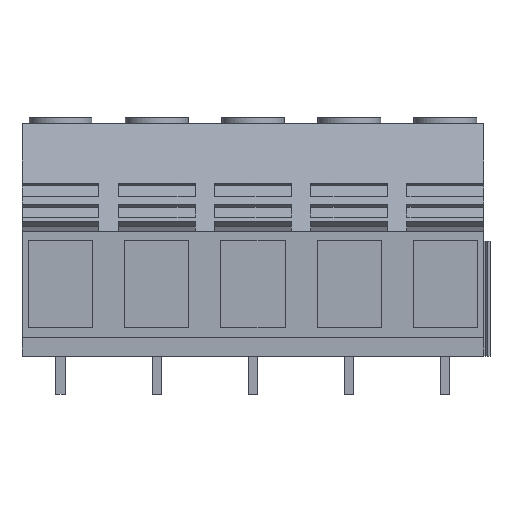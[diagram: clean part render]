
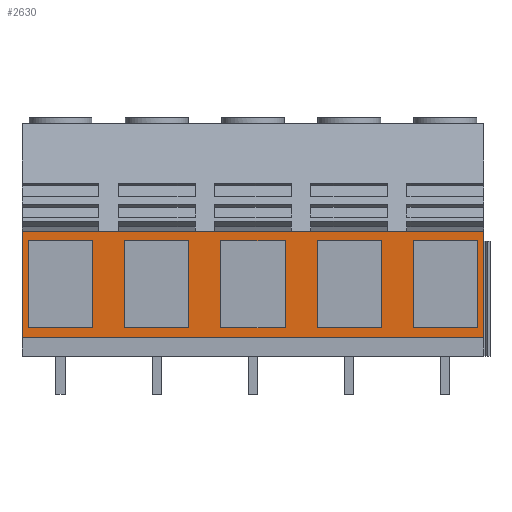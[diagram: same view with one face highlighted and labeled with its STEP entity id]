
A CAD part, front view. The second image highlights one B-rep face of the part: STEP entity #2630.
In plain terms, the highlighted planar face has unit normal (0, -1, 0).
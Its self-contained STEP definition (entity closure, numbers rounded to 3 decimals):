
#2440=AXIS2_PLACEMENT_3D('Plane Axis2P3D',#2437,#2438,#2439) ;
#475=CARTESIAN_POINT('Vertex',(0.,0.,7.5)) ;
#478=CARTESIAN_POINT('Line Origine',(0.,0.,14.5)) ;
#482=CARTESIAN_POINT('Vertex',(0.,0.,21.5)) ;
#2422=CARTESIAN_POINT('Vertex',(60.96,0.,7.5)) ;
#2425=CARTESIAN_POINT('Line Origine',(30.48,0.,7.5)) ;
#2437=CARTESIAN_POINT('Axis2P3D Location',(12.7,0.,21.5)) ;
#2442=CARTESIAN_POINT('Line Origine',(60.96,0.,14.5)) ;
#2446=CARTESIAN_POINT('Vertex',(60.96,0.,21.5)) ;
#2449=CARTESIAN_POINT('Line Origine',(30.48,0.,21.5)) ;
#2460=CARTESIAN_POINT('Line Origine',(0.83,0.,14.5)) ;
#2464=CARTESIAN_POINT('Vertex',(0.83,0.,20.25)) ;
#2466=CARTESIAN_POINT('Vertex',(0.83,0.,8.75)) ;
#2469=CARTESIAN_POINT('Line Origine',(5.08,0.,20.25)) ;
#2473=CARTESIAN_POINT('Vertex',(9.33,0.,20.25)) ;
#2476=CARTESIAN_POINT('Line Origine',(9.33,0.,14.5)) ;
#2480=CARTESIAN_POINT('Vertex',(9.33,0.,8.75)) ;
#2483=CARTESIAN_POINT('Line Origine',(5.08,0.,8.75)) ;
#2494=CARTESIAN_POINT('Line Origine',(30.48,0.,8.75)) ;
#2498=CARTESIAN_POINT('Vertex',(26.23,0.,8.75)) ;
#2500=CARTESIAN_POINT('Vertex',(34.73,0.,8.75)) ;
#2503=CARTESIAN_POINT('Line Origine',(26.23,0.,14.5)) ;
#2507=CARTESIAN_POINT('Vertex',(26.23,0.,20.25)) ;
#2510=CARTESIAN_POINT('Line Origine',(30.48,0.,20.25)) ;
#2514=CARTESIAN_POINT('Vertex',(34.73,0.,20.25)) ;
#2517=CARTESIAN_POINT('Line Origine',(34.73,0.,14.5)) ;
#2528=CARTESIAN_POINT('Line Origine',(17.78,0.,8.75)) ;
#2532=CARTESIAN_POINT('Vertex',(13.53,0.,8.75)) ;
#2534=CARTESIAN_POINT('Vertex',(22.03,0.,8.75)) ;
#2537=CARTESIAN_POINT('Line Origine',(13.53,0.,14.5)) ;
#2541=CARTESIAN_POINT('Vertex',(13.53,0.,20.25)) ;
#2544=CARTESIAN_POINT('Line Origine',(17.78,0.,20.25)) ;
#2548=CARTESIAN_POINT('Vertex',(22.03,0.,20.25)) ;
#2551=CARTESIAN_POINT('Line Origine',(22.03,0.,14.5)) ;
#2562=CARTESIAN_POINT('Line Origine',(38.93,0.,14.5)) ;
#2566=CARTESIAN_POINT('Vertex',(38.93,0.,20.25)) ;
#2568=CARTESIAN_POINT('Vertex',(38.93,0.,8.75)) ;
#2571=CARTESIAN_POINT('Line Origine',(43.18,0.,20.25)) ;
#2575=CARTESIAN_POINT('Vertex',(47.43,0.,20.25)) ;
#2578=CARTESIAN_POINT('Line Origine',(47.43,0.,14.5)) ;
#2582=CARTESIAN_POINT('Vertex',(47.43,0.,8.75)) ;
#2585=CARTESIAN_POINT('Line Origine',(43.18,0.,8.75)) ;
#2596=CARTESIAN_POINT('Line Origine',(60.13,0.,14.5)) ;
#2600=CARTESIAN_POINT('Vertex',(60.13,0.,8.75)) ;
#2602=CARTESIAN_POINT('Vertex',(60.13,0.,20.25)) ;
#2605=CARTESIAN_POINT('Line Origine',(55.88,0.,8.75)) ;
#2609=CARTESIAN_POINT('Vertex',(51.63,0.,8.75)) ;
#2612=CARTESIAN_POINT('Line Origine',(51.63,0.,14.5)) ;
#2616=CARTESIAN_POINT('Vertex',(51.63,0.,20.25)) ;
#2619=CARTESIAN_POINT('Line Origine',(55.88,0.,20.25)) ;
#479=DIRECTION('Vector Direction',(0.,0.,-1.)) ;
#2426=DIRECTION('Vector Direction',(1.,0.,0.)) ;
#2438=DIRECTION('Axis2P3D Direction',(0.,-1.,0.)) ;
#2439=DIRECTION('Axis2P3D XDirection',(0.,0.,-1.)) ;
#2443=DIRECTION('Vector Direction',(0.,0.,-1.)) ;
#2450=DIRECTION('Vector Direction',(1.,0.,0.)) ;
#2461=DIRECTION('Vector Direction',(0.,0.,1.)) ;
#2470=DIRECTION('Vector Direction',(1.,0.,0.)) ;
#2477=DIRECTION('Vector Direction',(0.,0.,1.)) ;
#2484=DIRECTION('Vector Direction',(-1.,0.,0.)) ;
#2495=DIRECTION('Vector Direction',(-1.,0.,0.)) ;
#2504=DIRECTION('Vector Direction',(0.,0.,1.)) ;
#2511=DIRECTION('Vector Direction',(1.,0.,0.)) ;
#2518=DIRECTION('Vector Direction',(0.,0.,1.)) ;
#2529=DIRECTION('Vector Direction',(-1.,0.,0.)) ;
#2538=DIRECTION('Vector Direction',(0.,0.,1.)) ;
#2545=DIRECTION('Vector Direction',(1.,0.,0.)) ;
#2552=DIRECTION('Vector Direction',(0.,0.,1.)) ;
#2563=DIRECTION('Vector Direction',(0.,0.,1.)) ;
#2572=DIRECTION('Vector Direction',(1.,0.,0.)) ;
#2579=DIRECTION('Vector Direction',(0.,0.,1.)) ;
#2586=DIRECTION('Vector Direction',(-1.,0.,0.)) ;
#2597=DIRECTION('Vector Direction',(0.,0.,1.)) ;
#2606=DIRECTION('Vector Direction',(-1.,0.,0.)) ;
#2613=DIRECTION('Vector Direction',(0.,0.,1.)) ;
#2620=DIRECTION('Vector Direction',(1.,0.,0.)) ;
#480=VECTOR('Line Direction',#479,1.) ;
#2427=VECTOR('Line Direction',#2426,1.) ;
#2444=VECTOR('Line Direction',#2443,1.) ;
#2451=VECTOR('Line Direction',#2450,1.) ;
#2462=VECTOR('Line Direction',#2461,1.) ;
#2471=VECTOR('Line Direction',#2470,1.) ;
#2478=VECTOR('Line Direction',#2477,1.) ;
#2485=VECTOR('Line Direction',#2484,1.) ;
#2496=VECTOR('Line Direction',#2495,1.) ;
#2505=VECTOR('Line Direction',#2504,1.) ;
#2512=VECTOR('Line Direction',#2511,1.) ;
#2519=VECTOR('Line Direction',#2518,1.) ;
#2530=VECTOR('Line Direction',#2529,1.) ;
#2539=VECTOR('Line Direction',#2538,1.) ;
#2546=VECTOR('Line Direction',#2545,1.) ;
#2553=VECTOR('Line Direction',#2552,1.) ;
#2564=VECTOR('Line Direction',#2563,1.) ;
#2573=VECTOR('Line Direction',#2572,1.) ;
#2580=VECTOR('Line Direction',#2579,1.) ;
#2587=VECTOR('Line Direction',#2586,1.) ;
#2598=VECTOR('Line Direction',#2597,1.) ;
#2607=VECTOR('Line Direction',#2606,1.) ;
#2614=VECTOR('Line Direction',#2613,1.) ;
#2621=VECTOR('Line Direction',#2620,1.) ;
#2455=ORIENTED_EDGE('',*,*,#2429,.T.) ;
#2456=ORIENTED_EDGE('',*,*,#2448,.T.) ;
#2457=ORIENTED_EDGE('',*,*,#2453,.F.) ;
#2458=ORIENTED_EDGE('',*,*,#484,.F.) ;
#2489=ORIENTED_EDGE('',*,*,#2468,.F.) ;
#2490=ORIENTED_EDGE('',*,*,#2475,.F.) ;
#2491=ORIENTED_EDGE('',*,*,#2482,.F.) ;
#2492=ORIENTED_EDGE('',*,*,#2487,.F.) ;
#2523=ORIENTED_EDGE('',*,*,#2502,.F.) ;
#2524=ORIENTED_EDGE('',*,*,#2509,.F.) ;
#2525=ORIENTED_EDGE('',*,*,#2516,.F.) ;
#2526=ORIENTED_EDGE('',*,*,#2521,.F.) ;
#2557=ORIENTED_EDGE('',*,*,#2536,.F.) ;
#2558=ORIENTED_EDGE('',*,*,#2543,.F.) ;
#2559=ORIENTED_EDGE('',*,*,#2550,.F.) ;
#2560=ORIENTED_EDGE('',*,*,#2555,.F.) ;
#2591=ORIENTED_EDGE('',*,*,#2570,.F.) ;
#2592=ORIENTED_EDGE('',*,*,#2577,.F.) ;
#2593=ORIENTED_EDGE('',*,*,#2584,.F.) ;
#2594=ORIENTED_EDGE('',*,*,#2589,.F.) ;
#2625=ORIENTED_EDGE('',*,*,#2604,.F.) ;
#2626=ORIENTED_EDGE('',*,*,#2611,.F.) ;
#2627=ORIENTED_EDGE('',*,*,#2618,.F.) ;
#2628=ORIENTED_EDGE('',*,*,#2623,.F.) ;
#2493=FACE_BOUND('',#2488,.T.) ;
#2527=FACE_BOUND('',#2522,.T.) ;
#2561=FACE_BOUND('',#2556,.T.) ;
#2595=FACE_BOUND('',#2590,.T.) ;
#2629=FACE_BOUND('',#2624,.T.) ;
#2630=ADVANCED_FACE('HOUSING',(#2459,#2493,#2527,#2561,#2595,#2629),#2441,.T.) ;
#484=EDGE_CURVE('',#476,#483,#481,.F.) ;
#2429=EDGE_CURVE('',#476,#2423,#2428,.T.) ;
#2448=EDGE_CURVE('',#2423,#2447,#2445,.F.) ;
#2453=EDGE_CURVE('',#483,#2447,#2452,.T.) ;
#2468=EDGE_CURVE('',#2465,#2467,#2463,.F.) ;
#2475=EDGE_CURVE('',#2474,#2465,#2472,.F.) ;
#2482=EDGE_CURVE('',#2481,#2474,#2479,.T.) ;
#2487=EDGE_CURVE('',#2467,#2481,#2486,.F.) ;
#2502=EDGE_CURVE('',#2499,#2501,#2497,.F.) ;
#2509=EDGE_CURVE('',#2508,#2499,#2506,.F.) ;
#2516=EDGE_CURVE('',#2515,#2508,#2513,.F.) ;
#2521=EDGE_CURVE('',#2501,#2515,#2520,.T.) ;
#2536=EDGE_CURVE('',#2533,#2535,#2531,.F.) ;
#2543=EDGE_CURVE('',#2542,#2533,#2540,.F.) ;
#2550=EDGE_CURVE('',#2549,#2542,#2547,.F.) ;
#2555=EDGE_CURVE('',#2535,#2549,#2554,.T.) ;
#2570=EDGE_CURVE('',#2567,#2569,#2565,.F.) ;
#2577=EDGE_CURVE('',#2576,#2567,#2574,.F.) ;
#2584=EDGE_CURVE('',#2583,#2576,#2581,.T.) ;
#2589=EDGE_CURVE('',#2569,#2583,#2588,.F.) ;
#2604=EDGE_CURVE('',#2601,#2603,#2599,.T.) ;
#2611=EDGE_CURVE('',#2610,#2601,#2608,.F.) ;
#2618=EDGE_CURVE('',#2617,#2610,#2615,.F.) ;
#2623=EDGE_CURVE('',#2603,#2617,#2622,.F.) ;
#2454=EDGE_LOOP('',(#2455,#2456,#2457,#2458)) ;
#2488=EDGE_LOOP('',(#2489,#2490,#2491,#2492)) ;
#2522=EDGE_LOOP('',(#2523,#2524,#2525,#2526)) ;
#2556=EDGE_LOOP('',(#2557,#2558,#2559,#2560)) ;
#2590=EDGE_LOOP('',(#2591,#2592,#2593,#2594)) ;
#2624=EDGE_LOOP('',(#2625,#2626,#2627,#2628)) ;
#2459=FACE_OUTER_BOUND('',#2454,.T.) ;
#481=LINE('Line',#478,#480) ;
#2428=LINE('Line',#2425,#2427) ;
#2445=LINE('Line',#2442,#2444) ;
#2452=LINE('Line',#2449,#2451) ;
#2463=LINE('Line',#2460,#2462) ;
#2472=LINE('Line',#2469,#2471) ;
#2479=LINE('Line',#2476,#2478) ;
#2486=LINE('Line',#2483,#2485) ;
#2497=LINE('Line',#2494,#2496) ;
#2506=LINE('Line',#2503,#2505) ;
#2513=LINE('Line',#2510,#2512) ;
#2520=LINE('Line',#2517,#2519) ;
#2531=LINE('Line',#2528,#2530) ;
#2540=LINE('Line',#2537,#2539) ;
#2547=LINE('Line',#2544,#2546) ;
#2554=LINE('Line',#2551,#2553) ;
#2565=LINE('Line',#2562,#2564) ;
#2574=LINE('Line',#2571,#2573) ;
#2581=LINE('Line',#2578,#2580) ;
#2588=LINE('Line',#2585,#2587) ;
#2599=LINE('Line',#2596,#2598) ;
#2608=LINE('Line',#2605,#2607) ;
#2615=LINE('Line',#2612,#2614) ;
#2622=LINE('Line',#2619,#2621) ;
#2441=PLANE('',#2440) ;
#476=VERTEX_POINT('',#475) ;
#483=VERTEX_POINT('',#482) ;
#2423=VERTEX_POINT('',#2422) ;
#2447=VERTEX_POINT('',#2446) ;
#2465=VERTEX_POINT('',#2464) ;
#2467=VERTEX_POINT('',#2466) ;
#2474=VERTEX_POINT('',#2473) ;
#2481=VERTEX_POINT('',#2480) ;
#2499=VERTEX_POINT('',#2498) ;
#2501=VERTEX_POINT('',#2500) ;
#2508=VERTEX_POINT('',#2507) ;
#2515=VERTEX_POINT('',#2514) ;
#2533=VERTEX_POINT('',#2532) ;
#2535=VERTEX_POINT('',#2534) ;
#2542=VERTEX_POINT('',#2541) ;
#2549=VERTEX_POINT('',#2548) ;
#2567=VERTEX_POINT('',#2566) ;
#2569=VERTEX_POINT('',#2568) ;
#2576=VERTEX_POINT('',#2575) ;
#2583=VERTEX_POINT('',#2582) ;
#2601=VERTEX_POINT('',#2600) ;
#2603=VERTEX_POINT('',#2602) ;
#2610=VERTEX_POINT('',#2609) ;
#2617=VERTEX_POINT('',#2616) ;
